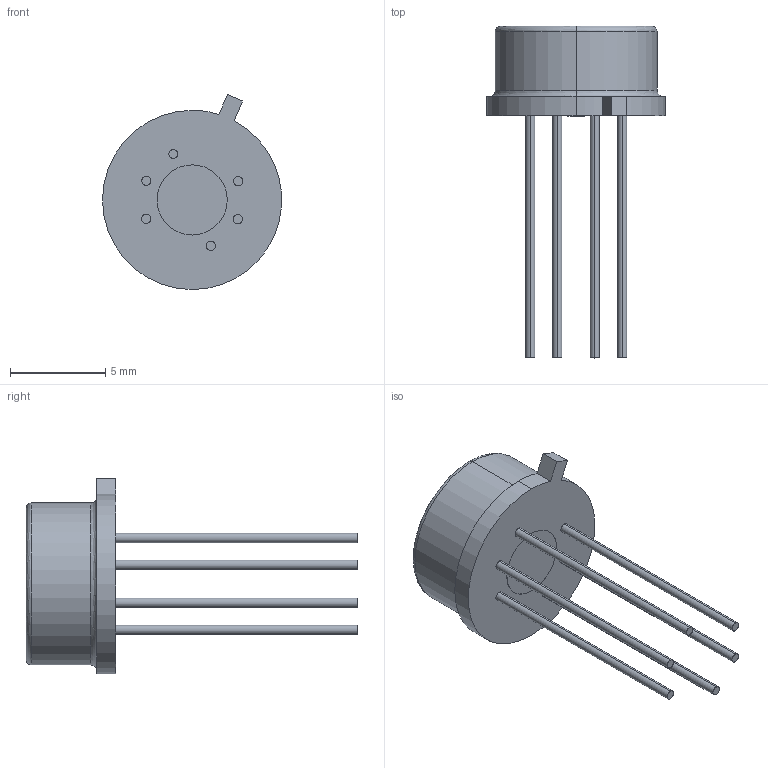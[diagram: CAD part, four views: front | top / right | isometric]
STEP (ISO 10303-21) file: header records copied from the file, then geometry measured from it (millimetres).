
FILE_DESCRIPTION (( 'STEP AP214' ), '1' );
FILE_NAME ('User Library-TO-5-6-LEAD.STEP', '2018-03-02T10:51:16', ( '' ), ( '' ), 'SwSTEP 2.0', 'SolidWorks 2018', '' );
FILE_SCHEMA (( 'AUTOMOTIVE_DESIGN' ));
Length unit declared in the file: millimetre
Products named in the file (1): User Library-TO-5-6-LEAD
Bounding box: 9.39 x 17.4 x 10.23 mm (x, y, z)
Volume: 294.4 mm3; surface area: 380.3 mm2
Topology: 1 solids, 1 shells, 36 faces, 74 edges, 48 vertices
Faces by surface type: cylinder 19, plane 13, bspline 4
Entity records: 1552 total; most frequent: CARTESIAN_POINT 339, DIRECTION 178, ORIENTED_EDGE 148, AXIS2_PLACEMENT_3D 75, EDGE_CURVE 74, VERTEX_POINT 48, EDGE_LOOP 44, CIRCLE 42
